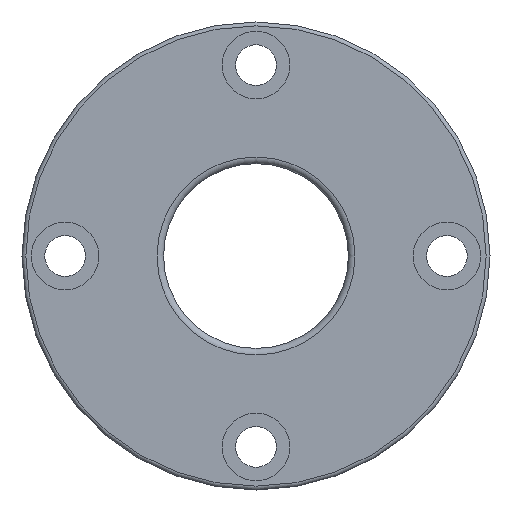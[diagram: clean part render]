
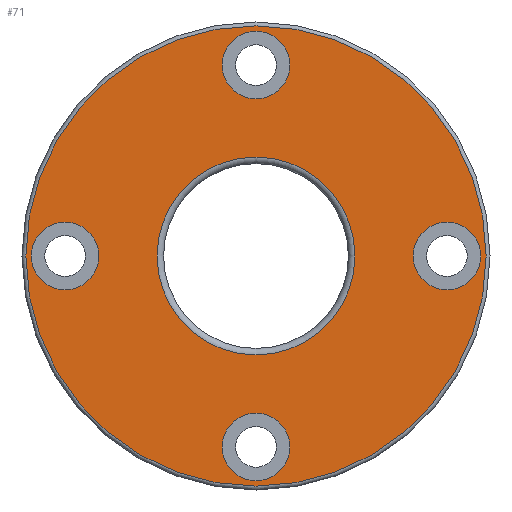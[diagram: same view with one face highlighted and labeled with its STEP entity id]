
A CAD part, left-side view. The second image highlights one B-rep face of the part: STEP entity #71.
In plain terms, the highlighted planar face has unit normal (-1, 0, 0).
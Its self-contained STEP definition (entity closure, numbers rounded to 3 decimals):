
#71 = ADVANCED_FACE( '', ( #162, #163, #164, #165, #166, #167 ), #168, .T. );
#162 = FACE_BOUND( '', #269, .T. );
#163 = FACE_BOUND( '', #270, .T. );
#164 = FACE_BOUND( '', #271, .T. );
#165 = FACE_OUTER_BOUND( '', #272, .T. );
#166 = FACE_BOUND( '', #273, .T. );
#167 = FACE_BOUND( '', #274, .T. );
#168 = PLANE( '', #275 );
#269 = EDGE_LOOP( '', ( #394 ) );
#270 = EDGE_LOOP( '', ( #395 ) );
#271 = EDGE_LOOP( '', ( #396 ) );
#272 = EDGE_LOOP( '', ( #397 ) );
#273 = EDGE_LOOP( '', ( #398 ) );
#274 = EDGE_LOOP( '', ( #399 ) );
#275 = AXIS2_PLACEMENT_3D( '', #400, #401, #402 );
#394 = ORIENTED_EDGE( '', *, *, #495, .T. );
#395 = ORIENTED_EDGE( '', *, *, #499, .T. );
#396 = ORIENTED_EDGE( '', *, *, #490, .T. );
#397 = ORIENTED_EDGE( '', *, *, #471, .F. );
#398 = ORIENTED_EDGE( '', *, *, #483, .T. );
#399 = ORIENTED_EDGE( '', *, *, #500, .T. );
#400 = CARTESIAN_POINT( '', ( 0., 37.375, 0. ) );
#401 = DIRECTION( '', ( -1., 0., 0. ) );
#402 = DIRECTION( '', ( 0., 0., 1. ) );
#471 = EDGE_CURVE( '', #527, #527, #528, .T. );
#483 = EDGE_CURVE( '', #547, #547, #548, .T. );
#490 = EDGE_CURVE( '', #558, #558, #559, .T. );
#495 = EDGE_CURVE( '', #566, #566, #567, .T. );
#499 = EDGE_CURVE( '', #572, #572, #573, .F. );
#500 = EDGE_CURVE( '', #574, #574, #575, .T. );
#527 = VERTEX_POINT( '', #604 );
#528 = CIRCLE( '', #605, 37.375 );
#547 = VERTEX_POINT( '', #624 );
#548 = CIRCLE( '', #625, 5.5 );
#558 = VERTEX_POINT( '', #635 );
#559 = CIRCLE( '', #636, 5.5 );
#566 = VERTEX_POINT( '', #643 );
#567 = CIRCLE( '', #644, 16.063 );
#572 = VERTEX_POINT( '', #649 );
#573 = CIRCLE( '', #650, 5.5 );
#574 = VERTEX_POINT( '', #651 );
#575 = CIRCLE( '', #652, 5.5 );
#604 = CARTESIAN_POINT( '', ( 0., 0., -37.375 ) );
#605 = AXIS2_PLACEMENT_3D( '', #685, #686, #687 );
#624 = CARTESIAN_POINT( '', ( 0., -31., -5.5 ) );
#625 = AXIS2_PLACEMENT_3D( '', #709, #710, #711 );
#635 = CARTESIAN_POINT( '', ( 0., 0., -36.5 ) );
#636 = AXIS2_PLACEMENT_3D( '', #721, #722, #723 );
#643 = CARTESIAN_POINT( '', ( 0., 0., -16.063 ) );
#644 = AXIS2_PLACEMENT_3D( '', #730, #731, #732 );
#649 = CARTESIAN_POINT( '', ( 0., 31., 5.5 ) );
#650 = AXIS2_PLACEMENT_3D( '', #736, #737, #738 );
#651 = CARTESIAN_POINT( '', ( 0., 0., 25.5 ) );
#652 = AXIS2_PLACEMENT_3D( '', #739, #740, #741 );
#685 = CARTESIAN_POINT( '', ( 0., 0., 0. ) );
#686 = DIRECTION( '', ( 1., 0., 0. ) );
#687 = DIRECTION( '', ( 0., 0., -1. ) );
#709 = CARTESIAN_POINT( '', ( 0., -31., 0. ) );
#710 = DIRECTION( '', ( 1., 0., 0. ) );
#711 = DIRECTION( '', ( 0., 0., -1. ) );
#721 = CARTESIAN_POINT( '', ( 0., 0., -31. ) );
#722 = DIRECTION( '', ( 1., 0., 0. ) );
#723 = DIRECTION( '', ( 0., 0., -1. ) );
#730 = CARTESIAN_POINT( '', ( 0., 0., 0. ) );
#731 = DIRECTION( '', ( 1., 0., 0. ) );
#732 = DIRECTION( '', ( 0., 0., -1. ) );
#736 = CARTESIAN_POINT( '', ( 0., 31., 0. ) );
#737 = DIRECTION( '', ( -1., 0., 0. ) );
#738 = DIRECTION( '', ( 0., 0., 1. ) );
#739 = CARTESIAN_POINT( '', ( 0., 0., 31. ) );
#740 = DIRECTION( '', ( 1., 0., 0. ) );
#741 = DIRECTION( '', ( 0., 0., -1. ) );
